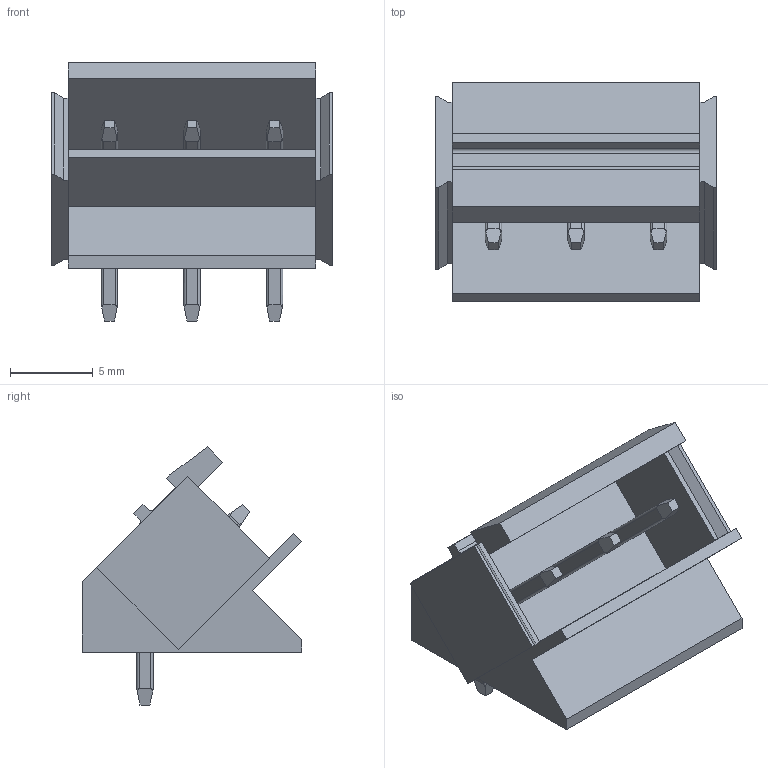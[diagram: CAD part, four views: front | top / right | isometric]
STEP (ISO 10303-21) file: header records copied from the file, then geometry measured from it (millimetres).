
FILE_DESCRIPTION(('CATIA V5 STEP Exchange','CAx-IF Rec.Pracs.--- Model Styling and Organization---1.4--- 2014-01-23'),'2;1');
FILE_NAME ('D1486987_0_2462870000_2462870000.stp','2021-05-14T13:21:33+00:00',('none'),('Weidmueller'),'CATIA Version 5-6 Release 2016 SP3 HF44','CATIA V5 STEP AP214','none');
FILE_SCHEMA(('AUTOMOTIVE_DESIGN { 1 0 10303 214 1 1 1 1 }'));
Length unit declared in the file: millimetre
Products named in the file (1): 2462870000
Bounding box: 17 x 13.3 x 15.63 mm (x, y, z)
Volume: 996.3 mm3; surface area: 1508.6 mm2
Topology: 4 solids, 4 shells, 156 faces, 416 edges, 268 vertices
Faces by surface type: plane 106, cylinder 50
Entity records: 5579 total; most frequent: CARTESIAN_POINT 1709, ORIENTED_EDGE 832, DIRECTION 622, EDGE_CURVE 416, VECTOR 316, LINE 316, VERTEX_POINT 268, AXIS2_PLACEMENT_3D 168
